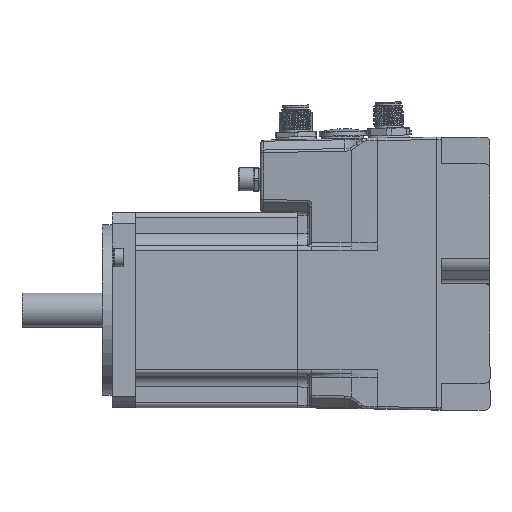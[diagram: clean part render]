
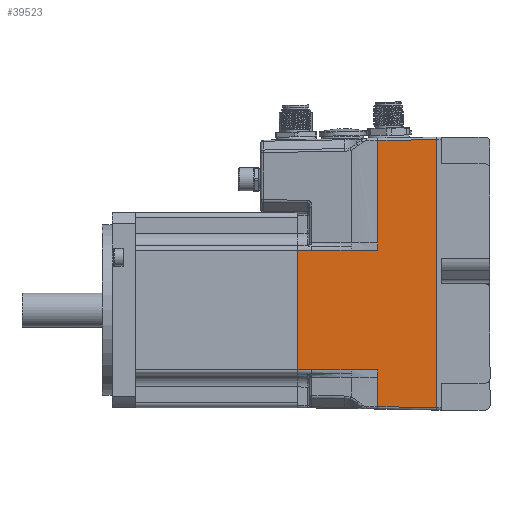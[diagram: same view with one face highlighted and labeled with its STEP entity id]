
A CAD part, left-side view. The second image highlights one B-rep face of the part: STEP entity #39523.
In plain terms, the highlighted planar face has unit normal (-1, 0.018, 0).
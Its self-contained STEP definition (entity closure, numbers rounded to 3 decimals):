
#1767=B_SPLINE_CURVE_WITH_KNOTS('',3,(#67770,#67771,#67772,#67773,#67774,
#67775),.UNSPECIFIED.,.F.,.F.,(4,2,4),(-43.006,-13.565,
-1.),.UNSPECIFIED.);
#2350=LINE('',#57369,#5281);
#2498=LINE('',#66598,#5429);
#2501=LINE('',#66607,#5432);
#2504=LINE('',#66983,#5435);
#2505=LINE('',#67207,#5436);
#2506=LINE('',#67731,#5437);
#2507=LINE('',#67733,#5438);
#2518=LINE('',#67777,#5449);
#2519=LINE('',#67779,#5450);
#2520=LINE('',#67781,#5451);
#2521=LINE('',#67783,#5452);
#2522=LINE('',#67784,#5453);
#2523=LINE('',#67785,#5454);
#5281=VECTOR('',#46063,10.);
#5429=VECTOR('',#46695,10.);
#5432=VECTOR('',#46706,10.);
#5435=VECTOR('',#46717,10.);
#5436=VECTOR('',#46718,10.);
#5437=VECTOR('',#46719,10.);
#5438=VECTOR('',#46720,10.);
#5449=VECTOR('',#46765,10.);
#5450=VECTOR('',#46766,10.);
#5451=VECTOR('',#46767,10.);
#5452=VECTOR('',#46768,10.);
#5453=VECTOR('',#46769,10.);
#5454=VECTOR('',#46770,10.);
#8723=FACE_OUTER_BOUND('',#10939,.T.);
#10939=EDGE_LOOP('',(#25888,#25889,#25890,#25891,#25892,#25893,#25894,#25895,
#25896,#25897,#25898,#25899,#25900,#25901));
#15109=VERTEX_POINT('',#57365);
#15111=VERTEX_POINT('',#57368);
#15303=VERTEX_POINT('',#66491);
#15313=VERTEX_POINT('',#66597);
#15315=VERTEX_POINT('',#66605);
#15324=VERTEX_POINT('',#66938);
#15325=VERTEX_POINT('',#66982);
#15328=VERTEX_POINT('',#67206);
#15330=VERTEX_POINT('',#67730);
#15331=VERTEX_POINT('',#67732);
#15341=VERTEX_POINT('',#67776);
#15342=VERTEX_POINT('',#67778);
#15343=VERTEX_POINT('',#67780);
#15344=VERTEX_POINT('',#67782);
#19053=EDGE_CURVE('',#15111,#15109,#2350,.F.);
#19409=EDGE_CURVE('',#15313,#15303,#2498,.T.);
#19414=EDGE_CURVE('',#15109,#15315,#2501,.T.);
#19424=EDGE_CURVE('',#15324,#15325,#2504,.T.);
#19428=EDGE_CURVE('',#15325,#15328,#2505,.T.);
#19433=EDGE_CURVE('',#15328,#15330,#2506,.T.);
#19434=EDGE_CURVE('',#15330,#15331,#2507,.T.);
#19454=EDGE_CURVE('',#15331,#15315,#1767,.T.);
#19455=EDGE_CURVE('',#15324,#15341,#2518,.T.);
#19456=EDGE_CURVE('',#15341,#15342,#2519,.T.);
#19457=EDGE_CURVE('',#15342,#15343,#2520,.T.);
#19458=EDGE_CURVE('',#15343,#15344,#2521,.T.);
#19459=EDGE_CURVE('',#15344,#15313,#2522,.T.);
#19460=EDGE_CURVE('',#15303,#15111,#2523,.T.);
#25888=ORIENTED_EDGE('',*,*,#19053,.T.);
#25889=ORIENTED_EDGE('',*,*,#19414,.T.);
#25890=ORIENTED_EDGE('',*,*,#19454,.F.);
#25891=ORIENTED_EDGE('',*,*,#19434,.F.);
#25892=ORIENTED_EDGE('',*,*,#19433,.F.);
#25893=ORIENTED_EDGE('',*,*,#19428,.F.);
#25894=ORIENTED_EDGE('',*,*,#19424,.F.);
#25895=ORIENTED_EDGE('',*,*,#19455,.T.);
#25896=ORIENTED_EDGE('',*,*,#19456,.T.);
#25897=ORIENTED_EDGE('',*,*,#19457,.T.);
#25898=ORIENTED_EDGE('',*,*,#19458,.T.);
#25899=ORIENTED_EDGE('',*,*,#19459,.T.);
#25900=ORIENTED_EDGE('',*,*,#19409,.T.);
#25901=ORIENTED_EDGE('',*,*,#19460,.T.);
#36218=PLANE('',#41987);
#39523=ADVANCED_FACE('',(#8723),#36218,.T.);
#41987=AXIS2_PLACEMENT_3D('',#67769,#46763,#46764);
#46063=DIRECTION('',(0.,0.,-1.));
#46695=DIRECTION('',(0.,0.,-1.));
#46706=DIRECTION('',(0.017,1.,-0.017));
#46717=DIRECTION('',(-0.017,-1.,0.));
#46718=DIRECTION('',(-0.017,-1.,0.));
#46719=DIRECTION('',(-0.017,-1.,0.));
#46720=DIRECTION('',(0.,0.,1.));
#46763=DIRECTION('center_axis',(-1.,0.017,0.));
#46764=DIRECTION('ref_axis',(0.,0.,
1.));
#46765=DIRECTION('',(0.,0.,-1.));
#46766=DIRECTION('',(-0.017,-1.,0.));
#46767=DIRECTION('',(-0.017,-1.,0.));
#46768=DIRECTION('',(-0.017,-1.,0.));
#46769=DIRECTION('',(0.,0.,-1.));
#46770=DIRECTION('',(-0.017,-1.,-0.017));
#57365=CARTESIAN_POINT('',(-40.995,-57.,69.995));
#57368=CARTESIAN_POINT('',(-40.995,-57.,-39.996));
#57369=CARTESIAN_POINT('',(-40.995,-57.,-46.185));
#66491=CARTESIAN_POINT('',(-40.576,-33.024,-39.577));
#66597=CARTESIAN_POINT('',(-40.576,-33.024,-27.57));
#66598=CARTESIAN_POINT('',(-40.576,-33.024,-27.57));
#66605=CARTESIAN_POINT('',(-40.576,-33.024,69.577));
#66607=CARTESIAN_POINT('',(-40.89,-51.,69.89));
#66938=CARTESIAN_POINT('',(-40.,0.,24.505));
#66982=CARTESIAN_POINT('',(-40.103,-5.906,24.505));
#66983=CARTESIAN_POINT('',(-40.,0.001,24.505));
#67206=CARTESIAN_POINT('',(-40.384,-22.,24.505));
#67207=CARTESIAN_POINT('',(-40.103,-5.906,24.505));
#67730=CARTESIAN_POINT('',(-40.576,-33.024,24.505));
#67731=CARTESIAN_POINT('',(-40.384,-22.,24.505));
#67732=CARTESIAN_POINT('',(-40.576,-33.024,27.57));
#67733=CARTESIAN_POINT('',(-40.576,-33.024,24.505));
#67769=CARTESIAN_POINT('Origin',(-39.651,20.,-41.25));
#67770=CARTESIAN_POINT('Ctrl Pts',(-40.576,-33.024,
27.57));
#67771=CARTESIAN_POINT('Ctrl Pts',(-40.576,-33.024,
37.384));
#67772=CARTESIAN_POINT('Ctrl Pts',(-40.576,-33.024,
47.198));
#67773=CARTESIAN_POINT('Ctrl Pts',(-40.576,-33.024,61.2));
#67774=CARTESIAN_POINT('Ctrl Pts',(-40.576,-33.024,
65.388));
#67775=CARTESIAN_POINT('Ctrl Pts',(-40.576,-33.024,
69.577));
#67776=CARTESIAN_POINT('',(-40.,0.,-24.505));
#67777=CARTESIAN_POINT('',(-40.,0.,-46.997));
#67778=CARTESIAN_POINT('',(-40.103,-5.906,-24.505));
#67779=CARTESIAN_POINT('',(-40.,0.001,-24.505));
#67780=CARTESIAN_POINT('',(-40.384,-22.,-24.505));
#67781=CARTESIAN_POINT('',(-40.103,-5.906,-24.505));
#67782=CARTESIAN_POINT('',(-40.576,-33.024,-24.505));
#67783=CARTESIAN_POINT('',(-40.384,-22.,-24.505));
#67784=CARTESIAN_POINT('',(-40.576,-33.024,-24.505));
#67785=CARTESIAN_POINT('',(-40.576,-33.024,-39.577));
